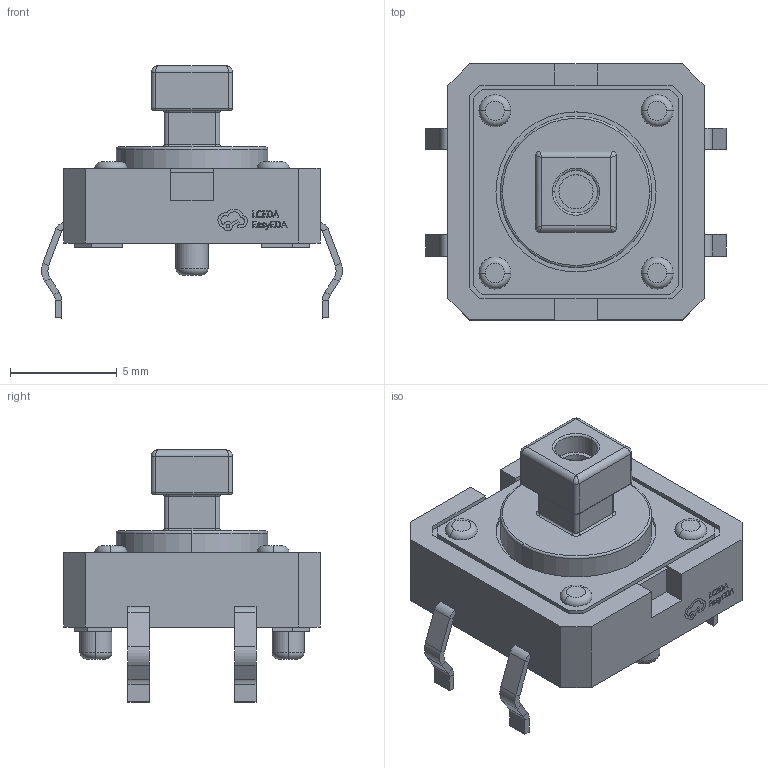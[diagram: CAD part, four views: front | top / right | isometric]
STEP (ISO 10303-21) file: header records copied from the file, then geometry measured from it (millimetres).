
FILE_DESCRIPTION (( 'STEP AP214' ), '1' );
FILE_NAME ('KEY-TH_4P-L12.0-W12.0-H7.5-LS12.5-P5.0.step', '2022-07-02T15:34:40', ( '' ), ( '' ), 'SwSTEP 2.0', 'SolidWorks 2020', '' );
FILE_SCHEMA (( 'AUTOMOTIVE_DESIGN' ));
Length unit declared in the file: millimetre
Products named in the file (1): KEY-TH_4P-L12.0-W12.0-H7.5-LS12.5-P5.0
Bounding box: 14.09 x 12 x 11.82 mm (x, y, z)
Volume: 580.2 mm3; surface area: 635.5 mm2
Topology: 1 solids, 1 shells, 534 faces, 1331 edges, 842 vertices
Faces by surface type: plane 330, bspline 116, cylinder 60, torus 28
Entity records: 22807 total; most frequent: CARTESIAN_POINT 4924, ORIENTED_EDGE 2654, DIRECTION 2093, EDGE_CURVE 1327, LINE 927, VECTOR 927, VERTEX_POINT 842, AXIS2_PLACEMENT_3D 583
